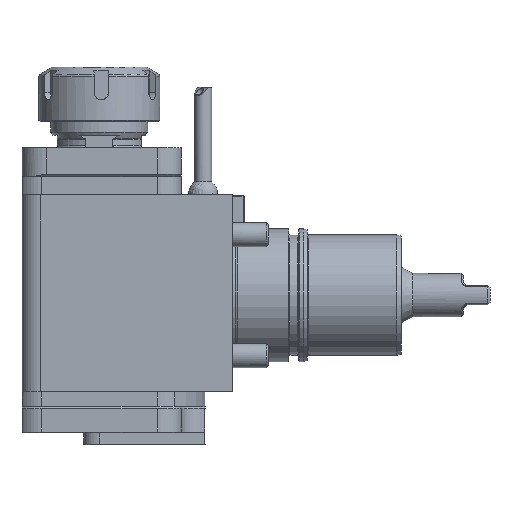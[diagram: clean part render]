
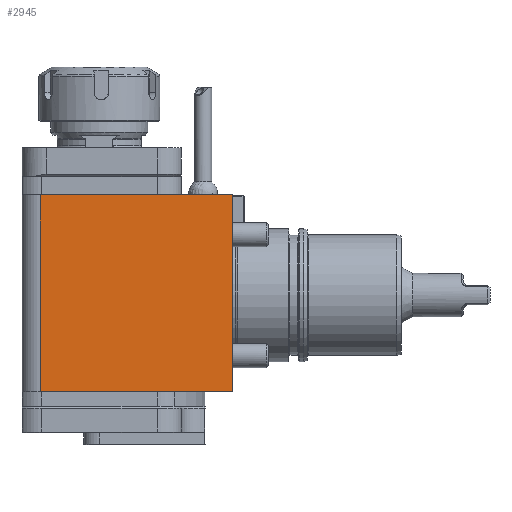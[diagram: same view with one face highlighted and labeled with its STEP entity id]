
A CAD part, left-side view. The second image highlights one B-rep face of the part: STEP entity #2945.
In plain terms, the highlighted planar face has unit normal (-1, 0, 0).
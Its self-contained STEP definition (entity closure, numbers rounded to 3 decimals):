
#628 = PLANE ( 'NONE',  #18545 ) ;
#786 = DIRECTION ( 'NONE',  ( 0., 0., 1. ) ) ;
#2561 = VECTOR ( 'NONE', #8167, 1000. ) ;
#2945 = ADVANCED_FACE ( 'Defeature completata2_29', ( #24708 ), #628, .T. ) ;
#4853 = VERTEX_POINT ( 'NONE', #16537 ) ;
#5419 = EDGE_CURVE ( 'NONE', #26875, #12371, #15713, .T. ) ;
#7493 = CARTESIAN_POINT ( 'NONE',  ( -42., -55., -40. ) ) ;
#8167 = DIRECTION ( 'NONE',  ( 0., -1., 0. ) ) ;
#8820 = DIRECTION ( 'NONE',  ( 0., 0., -1. ) ) ;
#9457 = EDGE_CURVE ( 'NONE', #26875, #28292, #23993, .T. ) ;
#9734 = EDGE_CURVE ( 'NONE', #28292, #4853, #15883, .T. ) ;
#11120 = CARTESIAN_POINT ( 'NONE',  ( -42., 24.5, -46. ) ) ;
#11690 = LINE ( 'NONE', #7493, #23204 ) ;
#12371 = VERTEX_POINT ( 'NONE', #12398 ) ;
#12398 = CARTESIAN_POINT ( 'NONE',  ( -42., 24.5, -40. ) ) ;
#13309 = CARTESIAN_POINT ( 'NONE',  ( -42., -55., -46. ) ) ;
#15158 = EDGE_CURVE ( 'NONE', #4853, #12371, #11690, .T. ) ;
#15713 = LINE ( 'NONE', #11120, #24024 ) ;
#15883 = LINE ( 'NONE', #13309, #18930 ) ;
#16537 = CARTESIAN_POINT ( 'NONE',  ( -42., -55., -40. ) ) ;
#16863 = CARTESIAN_POINT ( 'NONE',  ( -42., -55., 41.5 ) ) ;
#17446 = EDGE_LOOP ( 'NONE', ( #20131, #19685, #19473, #20198 ) ) ;
#18073 = CARTESIAN_POINT ( 'NONE',  ( -42., -125., -46. ) ) ;
#18307 = DIRECTION ( 'NONE',  ( 0., 1., 0. ) ) ;
#18545 = AXIS2_PLACEMENT_3D ( 'NONE', #18073, #26726, #786 ) ;
#18930 = VECTOR ( 'NONE', #8820, 1000. ) ;
#19473 = ORIENTED_EDGE ( 'NONE', *, *, #9457, .F. ) ;
#19685 = ORIENTED_EDGE ( 'NONE', *, *, #9734, .F. ) ;
#20131 = ORIENTED_EDGE ( 'NONE', *, *, #15158, .F. ) ;
#20198 = ORIENTED_EDGE ( 'NONE', *, *, #5419, .T. ) ;
#23204 = VECTOR ( 'NONE', #18307, 1000. ) ;
#23993 = LINE ( 'NONE', #28045, #2561 ) ;
#24024 = VECTOR ( 'NONE', #24503, 1000. ) ;
#24503 = DIRECTION ( 'NONE',  ( 0., 0., -1. ) ) ;
#24708 = FACE_OUTER_BOUND ( 'NONE', #17446, .T. ) ;
#24985 = CARTESIAN_POINT ( 'NONE',  ( -42., 24.5, 41.5 ) ) ;
#26726 = DIRECTION ( 'NONE',  ( -1., 0., 0. ) ) ;
#26875 = VERTEX_POINT ( 'NONE', #24985 ) ;
#28045 = CARTESIAN_POINT ( 'NONE',  ( -42., 34., 41.5 ) ) ;
#28292 = VERTEX_POINT ( 'NONE', #16863 ) ;
